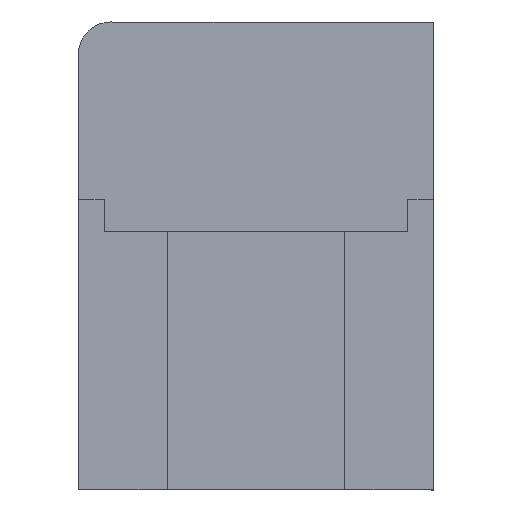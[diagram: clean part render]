
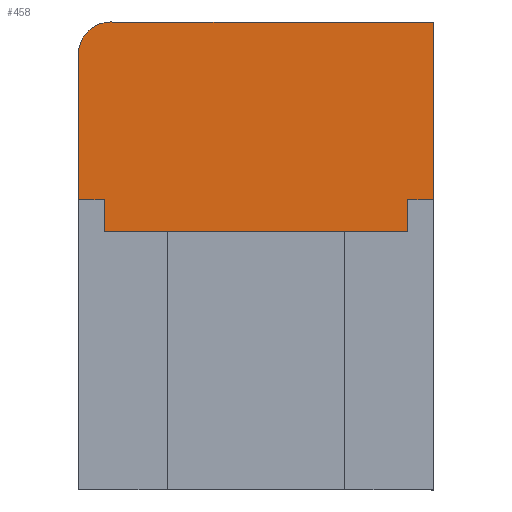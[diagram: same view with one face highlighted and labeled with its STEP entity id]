
A CAD part, front view. The second image highlights one B-rep face of the part: STEP entity #458.
In plain terms, the highlighted face is planar.
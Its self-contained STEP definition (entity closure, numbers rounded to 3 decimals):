
#36=PLANE('',#508);
#60=LINE('',#718,#109);
#61=LINE('',#720,#110);
#62=LINE('',#722,#111);
#63=LINE('',#724,#112);
#64=LINE('',#726,#113);
#65=LINE('',#728,#114);
#66=LINE('',#730,#115);
#67=LINE('',#731,#116);
#109=VECTOR('',#579,10.);
#110=VECTOR('',#580,10.);
#111=VECTOR('',#581,10.);
#112=VECTOR('',#582,10.);
#113=VECTOR('',#583,10.);
#114=VECTOR('',#584,10.);
#115=VECTOR('',#585,10.);
#116=VECTOR('',#586,10.);
#162=FACE_OUTER_BOUND('',#188,.T.);
#188=EDGE_LOOP('',(#344,#345,#346,#347,#348,#349,#350,#351,#352));
#218=CIRCLE('',#505,1.);
#232=VERTEX_POINT('',#705);
#233=VERTEX_POINT('',#706);
#236=VERTEX_POINT('',#717);
#237=VERTEX_POINT('',#719);
#238=VERTEX_POINT('',#721);
#239=VERTEX_POINT('',#723);
#240=VERTEX_POINT('',#725);
#241=VERTEX_POINT('',#727);
#242=VERTEX_POINT('',#729);
#273=EDGE_CURVE('',#232,#233,#218,.T.);
#279=EDGE_CURVE('',#236,#232,#60,.T.);
#280=EDGE_CURVE('',#236,#237,#61,.T.);
#281=EDGE_CURVE('',#237,#238,#62,.T.);
#282=EDGE_CURVE('',#238,#239,#63,.T.);
#283=EDGE_CURVE('',#239,#240,#64,.T.);
#284=EDGE_CURVE('',#240,#241,#65,.T.);
#285=EDGE_CURVE('',#242,#241,#66,.T.);
#286=EDGE_CURVE('',#233,#242,#67,.T.);
#344=ORIENTED_EDGE('',*,*,#273,.F.);
#345=ORIENTED_EDGE('',*,*,#279,.F.);
#346=ORIENTED_EDGE('',*,*,#280,.T.);
#347=ORIENTED_EDGE('',*,*,#281,.T.);
#348=ORIENTED_EDGE('',*,*,#282,.T.);
#349=ORIENTED_EDGE('',*,*,#283,.T.);
#350=ORIENTED_EDGE('',*,*,#284,.T.);
#351=ORIENTED_EDGE('',*,*,#285,.F.);
#352=ORIENTED_EDGE('',*,*,#286,.F.);
#458=ADVANCED_FACE('',(#162),#36,.F.);
#505=AXIS2_PLACEMENT_3D('',#707,#567,#568);
#508=AXIS2_PLACEMENT_3D('',#716,#577,#578);
#567=DIRECTION('center_axis',(1.,0.,0.));
#568=DIRECTION('ref_axis',(0.,-0.707,0.707));
#577=DIRECTION('center_axis',(1.,0.,0.));
#578=DIRECTION('ref_axis',(0.,-1.,0.));
#579=DIRECTION('',(0.,-1.,0.));
#580=DIRECTION('',(0.,0.,-1.));
#581=DIRECTION('',(0.,1.,0.));
#582=DIRECTION('',(0.,0.,-1.));
#583=DIRECTION('',(0.,-1.,0.));
#584=DIRECTION('',(0.,0.,-1.));
#585=DIRECTION('',(0.,1.,0.));
#586=DIRECTION('',(0.,0.,-1.));
#705=CARTESIAN_POINT('',(49.7,-5.5,5.5));
#706=CARTESIAN_POINT('',(49.7,-6.5,4.5));
#707=CARTESIAN_POINT('Origin',(49.7,-5.5,4.5));
#716=CARTESIAN_POINT('Origin',(49.7,0.,-4.5));
#717=CARTESIAN_POINT('',(49.7,-1.,5.5));
#718=CARTESIAN_POINT('',(49.7,0.375,5.5));
#719=CARTESIAN_POINT('',(49.7,-1.,4.7));
#720=CARTESIAN_POINT('',(49.7,-1.,0.3));
#721=CARTESIAN_POINT('',(49.7,0.,4.7));
#722=CARTESIAN_POINT('',(49.7,0.,4.7));
#723=CARTESIAN_POINT('',(49.7,0.,-4.7));
#724=CARTESIAN_POINT('',(49.7,0.,-4.5));
#725=CARTESIAN_POINT('',(49.7,-1.,-4.7));
#726=CARTESIAN_POINT('',(49.7,0.,-4.7));
#727=CARTESIAN_POINT('',(49.7,-1.,-5.5));
#728=CARTESIAN_POINT('',(49.7,-1.,-4.8));
#729=CARTESIAN_POINT('',(49.7,-6.5,-5.5));
#730=CARTESIAN_POINT('',(49.7,0.375,-5.5));
#731=CARTESIAN_POINT('',(49.7,-6.5,-4.5));
